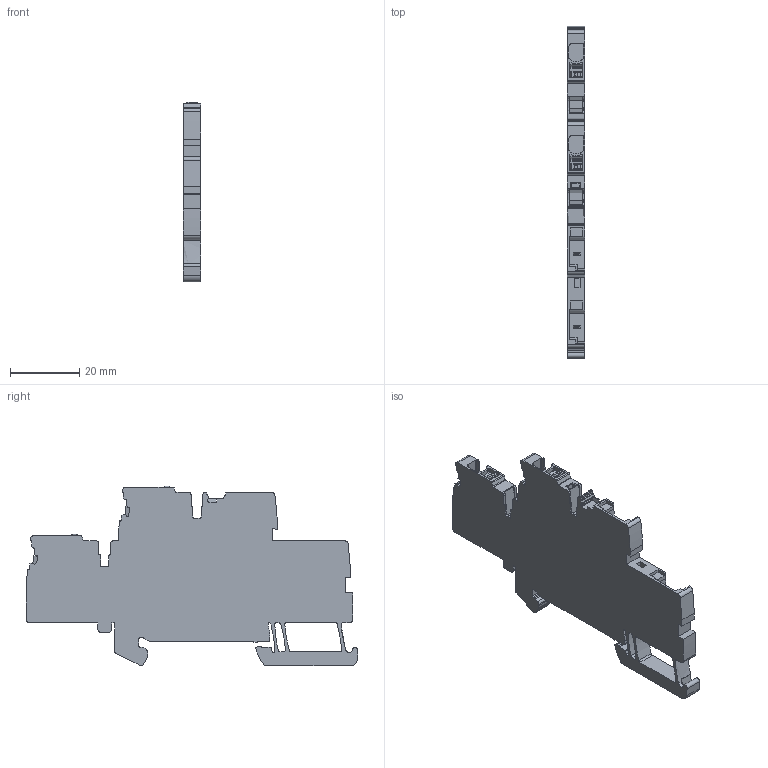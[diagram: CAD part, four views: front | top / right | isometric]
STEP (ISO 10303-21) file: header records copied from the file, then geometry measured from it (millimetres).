
FILE_DESCRIPTION(('CATIA V5 STEP Exchange','CAx-IF Rec.Pracs.--- Model Styling and Organization---1.5--- 2016-08-15','CAx-IF Rec.Pracs.---Supplemental Geometry---1.0---2011-11-01','CAx-IF Rec.Pracs.--- Composite Materials ---1.1---2010-07-15'),'2;1');
FILE_NAME ('2038825-4_1', '2025-11-10T10:21:52+00:00', ('none'), ('Weidmueller'), 'CATIA Version 5-6 Release 2024 SP4', 'CATIA V5 STEP AP214 v3', 'none');
FILE_SCHEMA(('AUTOMOTIVE_DESIGN { 1 0 10303 214 1 1 1 1 }'));
Length unit declared in the file: millimetre
Products named in the file (1): 3051920000
Bounding box: 5.1 x 95.94 x 52 mm (x, y, z)
Volume: 14990.1 mm3; surface area: 9712.1 mm2
Topology: 1 solids, 1 shells, 610 faces, 1724 edges, 1124 vertices
Faces by surface type: plane 298, cylinder 275, bspline 20, torus 14, sphere 3
Entity records: 21443 total; most frequent: CARTESIAN_POINT 6036, ORIENTED_EDGE 3444, DIRECTION 2648, EDGE_CURVE 1722, VERTEX_POINT 1124, VECTOR 1105, LINE 1105, AXIS2_PLACEMENT_3D 1001
